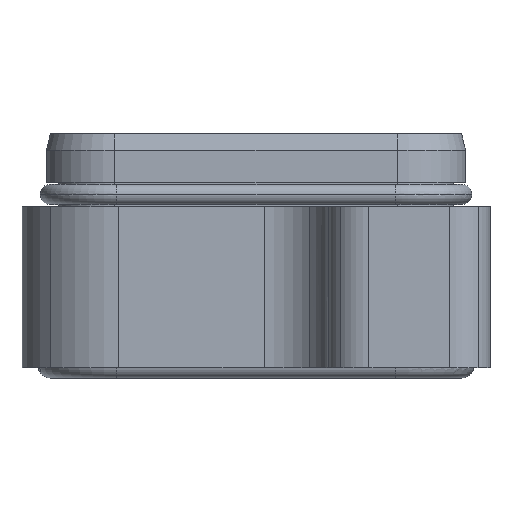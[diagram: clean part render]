
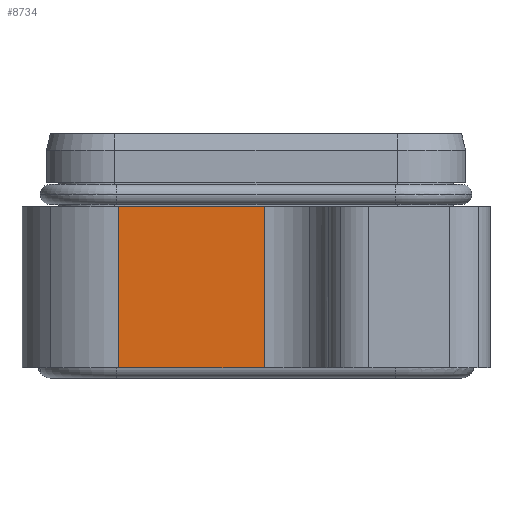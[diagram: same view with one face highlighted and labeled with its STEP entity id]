
A CAD part, left-side view. The second image highlights one B-rep face of the part: STEP entity #8734.
In plain terms, the highlighted planar face has unit normal (-1, 0, 0).
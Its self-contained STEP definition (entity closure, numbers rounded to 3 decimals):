
#1579=CARTESIAN_POINT('',(-77.75,17.,0.0));
#1580=VERTEX_POINT('',#1579);
#1588=CARTESIAN_POINT('',(-77.75,17.,20.0));
#1589=VERTEX_POINT('',#1588);
#1590=CARTESIAN_POINT('',(-77.75,17.,0.0));
#1591=DIRECTION('',(0.0,0.0,1.0));
#1592=VECTOR('',#1591,20.0);
#1593=LINE('',#1590,#1592);
#1594=EDGE_CURVE('',#1580,#1589,#1593,.T.);
#5867=CARTESIAN_POINT('',(-77.75,-1.,0.0));
#5868=VERTEX_POINT('',#5867);
#5876=CARTESIAN_POINT('',(-77.75,17.,0.0));
#5877=DIRECTION('',(0.0,-1.0,0.0));
#5878=VECTOR('',#5877,18.0);
#5879=LINE('',#5876,#5878);
#5880=EDGE_CURVE('',#1580,#5868,#5879,.T.);
#6534=CARTESIAN_POINT('',(-77.75,-1.,20.));
#6535=VERTEX_POINT('',#6534);
#6536=CARTESIAN_POINT('',(-77.75,-1.,20.));
#6537=DIRECTION('',(0.0,1.0,0.0));
#6538=VECTOR('',#6537,18.0);
#6539=LINE('',#6536,#6538);
#6540=EDGE_CURVE('',#6535,#1589,#6539,.T.);
#8696=CARTESIAN_POINT('',(-77.75,-1.,20.));
#8697=DIRECTION('',(0.0,0.0,-1.0));
#8698=VECTOR('',#8697,20.);
#8699=LINE('',#8696,#8698);
#8700=EDGE_CURVE('',#6535,#5868,#8699,.T.);
#8723=CARTESIAN_POINT('',(-77.75,-9.,0.0));
#8724=DIRECTION('',(-1.0,0.0,0.0));
#8725=DIRECTION('',(0.0,0.0,-1.0));
#8726=AXIS2_PLACEMENT_3D('',#8723,#8724,#8725);
#8727=PLANE('',#8726);
#8728=ORIENTED_EDGE('',*,*,#6540,.T.);
#8729=ORIENTED_EDGE('',*,*,#1594,.F.);
#8730=ORIENTED_EDGE('',*,*,#5880,.T.);
#8731=ORIENTED_EDGE('',*,*,#8700,.F.);
#8732=EDGE_LOOP('',(#8728,#8729,#8730,#8731));
#8733=FACE_OUTER_BOUND('',#8732,.T.);
#8734=ADVANCED_FACE('',(#8733),#8727,.T.);
